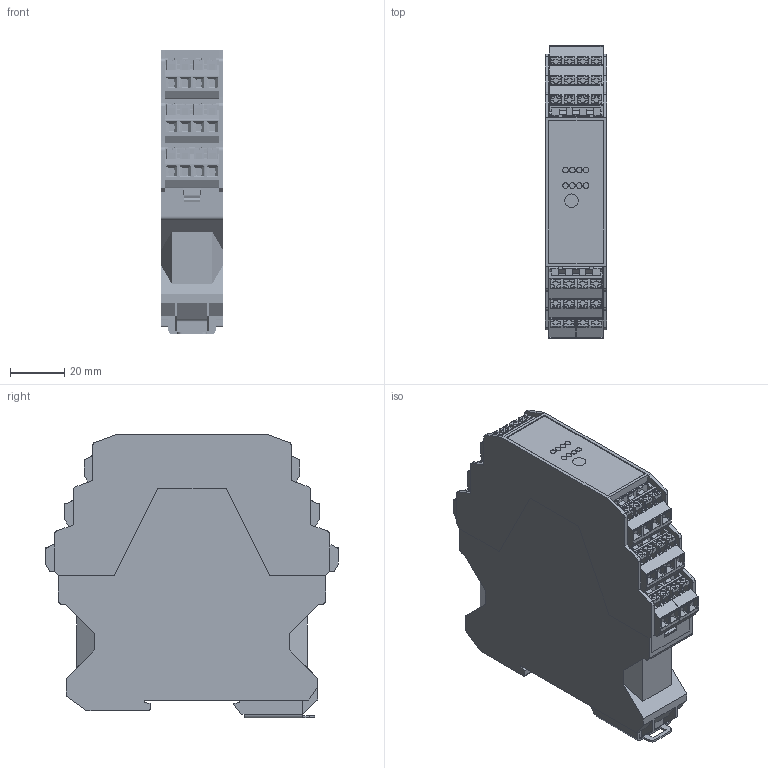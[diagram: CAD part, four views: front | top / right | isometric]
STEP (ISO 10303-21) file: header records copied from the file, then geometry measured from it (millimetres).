
FILE_DESCRIPTION(/* description */ ('Alibre Inc.'),/* implementation_level */ '2;1');
FILE_NAME(/* name */ 'export-8736B5F0-E37B-4087-914E-1467392CA93D',/* time_stamp */ '2019-03-14T10:12:23+01:00',/* author */ (''),/* organization */ (''),/* preprocessor_version */ 'ST-DEVELOPER v17',/* originating_system */ 'Alibre',/* authorisation */ '');
FILE_SCHEMA (('AUTOMOTIVE_DESIGN'));
Length unit declared in the file: millimetre
Products named in the file (11): ID_1
Bounding box: 22.6 x 108.2 x 104.9 mm (x, y, z)
Volume: 81577.4 mm3; surface area: 86070.3 mm2
Topology: 25 solids, 25 shells, 10079 faces, 27441 edges, 17766 vertices
Faces by surface type: plane 7916, cylinder 1875, cone 96, sphere 96, torus 96
Full cylindrical faces by diameter (mm): 2.08 x8, 2.1 x16, 4.98 x1, 5 x2
Entity records: 125330 total; most frequent: CARTESIAN_POINT 23264, ORIENTED_EDGE 22530, DIRECTION 17153, EDGE_CURVE 11262, VECTOR 9444, LINE 9444, VERTEX_POINT 7364, AXIS2_PLACEMENT_3D 5416
